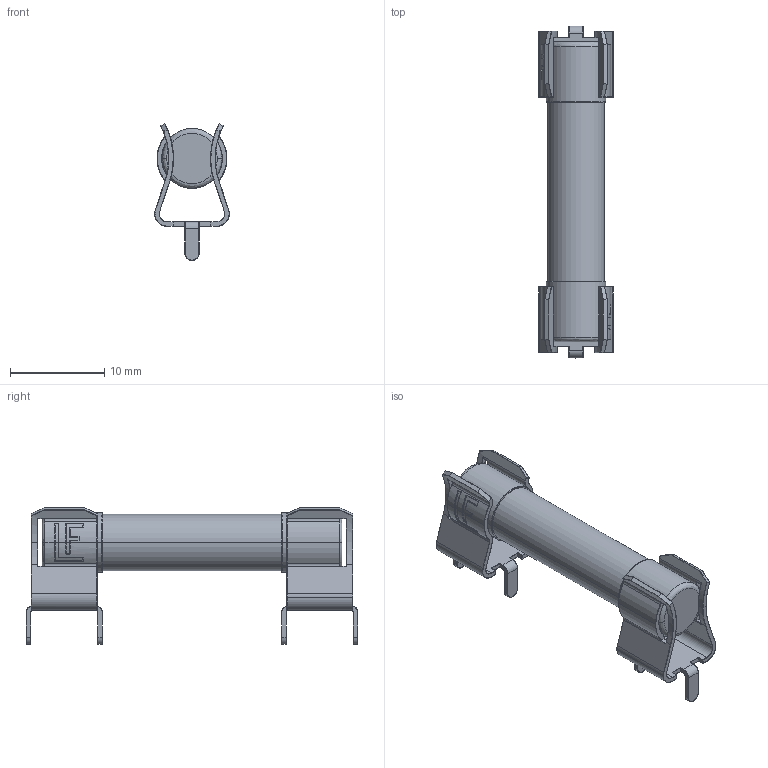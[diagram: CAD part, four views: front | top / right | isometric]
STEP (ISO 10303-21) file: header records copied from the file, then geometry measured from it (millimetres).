
FILE_DESCRIPTION (( 'STEP AP214' ), '1' );
FILE_NAME ('User Library-Clips LF-102071 with fuse 6.3x32.STEP', '2016-09-14T19:51:42', ( 'Windows User' ), ( '' ), 'SwSTEP 2.0', 'SolidWorks 2016', '' );
FILE_SCHEMA (( 'AUTOMOTIVE_DESIGN' ));
Length unit declared in the file: millimetre
Products named in the file (3): User Library-Clips LF-102071 with fuse 6.3x32_6,3x32; User Library-Clips LF-102071 with fuse 6.3x32_LF 102071; User Library-Clips LF-102071 with fuse 6.3x32
Assembly tree (3 placements, depth 2):
  User Library-Clips LF-102071 with fuse 6.3x32
    User Library-Clips LF-102071 with fuse 6.3x32_LF 102071  x2
    User Library-Clips LF-102071 with fuse 6.3x32_6,3x32
Bounding box: 7.9 x 35.2 x 14.49 mm (x, y, z)
Volume: 1138.9 mm3; surface area: 1583 mm2
Topology: 3 solids, 3 shells, 896 faces, 2124 edges, 1136 vertices
Faces by surface type: bspline 432, cylinder 348, plane 116
Entity records: 21458 total; most frequent: CARTESIAN_POINT 7521, ORIENTED_EDGE 2066, DIRECTION 1553, EDGE_CURVE 1033, AXIS2_PLACEMENT_3D 615, VERTEX_POINT 578, UNCERTAINTY_MEASURE_WITH_UNIT 464, FILL_AREA_STYLE_COLOUR 461
